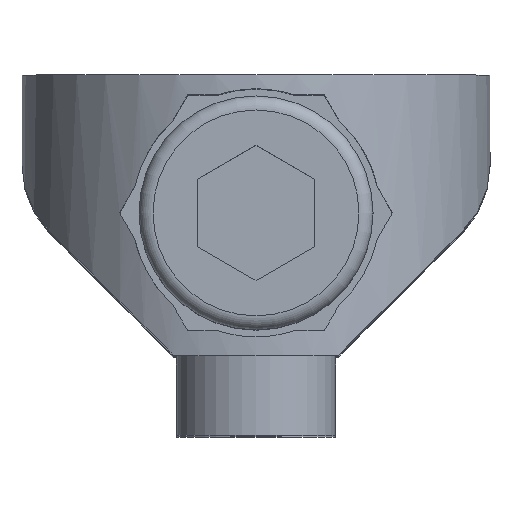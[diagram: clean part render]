
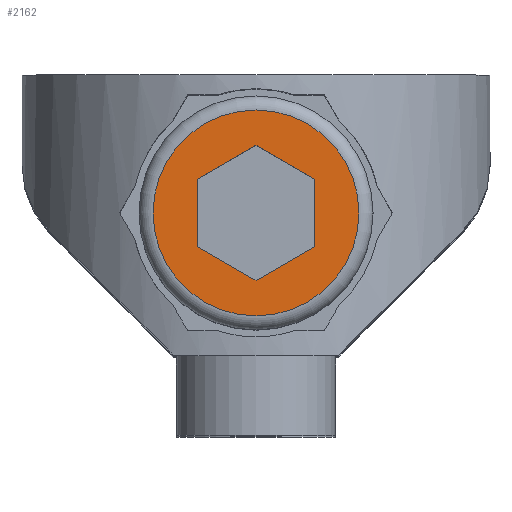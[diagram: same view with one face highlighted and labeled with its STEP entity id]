
A CAD part, top view. The second image highlights one B-rep face of the part: STEP entity #2162.
In plain terms, the highlighted planar face has unit normal (0, 0, 1).
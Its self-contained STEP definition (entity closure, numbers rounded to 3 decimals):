
#102=FACE_BOUND('',#412,.T.);
#183=PLANE('',#2398);
#288=FACE_OUTER_BOUND('',#411,.T.);
#411=EDGE_LOOP('',(#1733));
#412=EDGE_LOOP('',(#1734,#1735,#1736,#1737,#1738,#1739));
#533=LINE('',#3633,#679);
#537=LINE('',#3642,#683);
#543=LINE('',#3653,#689);
#545=LINE('',#3657,#691);
#546=LINE('',#3659,#692);
#547=LINE('',#3660,#693);
#679=VECTOR('',#2847,1.);
#683=VECTOR('',#2853,1.);
#689=VECTOR('',#2863,1.);
#691=VECTOR('',#2867,1.);
#692=VECTOR('',#2870,1.);
#693=VECTOR('',#2871,1.);
#802=CIRCLE('',#2382,4.4);
#945=VERTEX_POINT('',#3605);
#952=VERTEX_POINT('',#3627);
#954=VERTEX_POINT('',#3631);
#956=VERTEX_POINT('',#3636);
#958=VERTEX_POINT('',#3640);
#961=VERTEX_POINT('',#3651);
#962=VERTEX_POINT('',#3655);
#1211=EDGE_CURVE('',#945,#945,#802,.T.);
#1223=EDGE_CURVE('',#952,#954,#533,.T.);
#1227=EDGE_CURVE('',#956,#958,#537,.T.);
#1233=EDGE_CURVE('',#958,#961,#543,.T.);
#1235=EDGE_CURVE('',#954,#962,#545,.T.);
#1236=EDGE_CURVE('',#961,#952,#546,.T.);
#1237=EDGE_CURVE('',#962,#956,#547,.T.);
#1733=ORIENTED_EDGE('',*,*,#1211,.T.);
#1734=ORIENTED_EDGE('',*,*,#1227,.T.);
#1735=ORIENTED_EDGE('',*,*,#1233,.T.);
#1736=ORIENTED_EDGE('',*,*,#1236,.T.);
#1737=ORIENTED_EDGE('',*,*,#1223,.T.);
#1738=ORIENTED_EDGE('',*,*,#1235,.T.);
#1739=ORIENTED_EDGE('',*,*,#1237,.T.);
#2162=ADVANCED_FACE('',(#288,#102),#183,.T.);
#2382=AXIS2_PLACEMENT_3D('',#3607,#2818,#2819);
#2398=AXIS2_PLACEMENT_3D('',#3658,#2868,#2869);
#2818=DIRECTION('center_axis',(0.,0.,1.));
#2819=DIRECTION('ref_axis',(0.,1.,0.));
#2847=DIRECTION('',(-0.866,-0.5,0.));
#2853=DIRECTION('',(0.866,0.5,0.));
#2863=DIRECTION('',(0.866,-0.5,0.));
#2867=DIRECTION('',(-0.866,0.5,0.));
#2868=DIRECTION('center_axis',(0.,0.,1.));
#2869=DIRECTION('ref_axis',(0.,1.,0.));
#2870=DIRECTION('',(0.,-1.,0.));
#2871=DIRECTION('',(0.,1.,0.));
#3605=CARTESIAN_POINT('',(0.,1.5,26.));
#3607=CARTESIAN_POINT('Origin',(0.,5.9,26.));
#3627=CARTESIAN_POINT('',(2.5,4.457,26.));
#3631=CARTESIAN_POINT('',(0.,3.013,26.));
#3633=CARTESIAN_POINT('',(1.25,3.735,26.));
#3636=CARTESIAN_POINT('',(-2.5,7.343,26.));
#3640=CARTESIAN_POINT('',(0.,8.787,26.));
#3642=CARTESIAN_POINT('',(-1.25,8.065,26.));
#3651=CARTESIAN_POINT('',(2.5,7.343,26.));
#3653=CARTESIAN_POINT('',(1.25,8.065,26.));
#3655=CARTESIAN_POINT('',(-2.5,4.457,26.));
#3657=CARTESIAN_POINT('',(-1.25,3.735,26.));
#3658=CARTESIAN_POINT('Origin',(0.,5.9,26.));
#3659=CARTESIAN_POINT('',(2.5,5.9,26.));
#3660=CARTESIAN_POINT('',(-2.5,5.9,26.));
